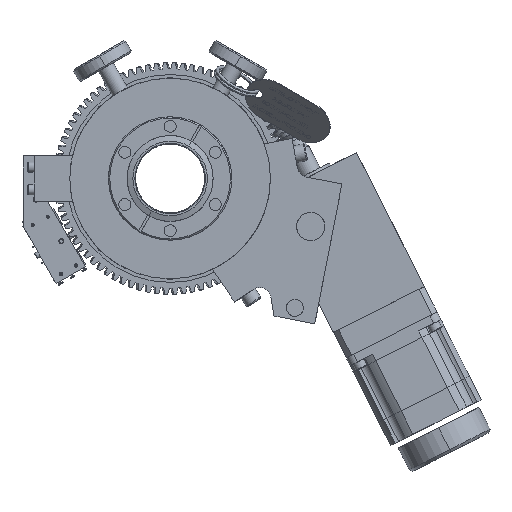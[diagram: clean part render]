
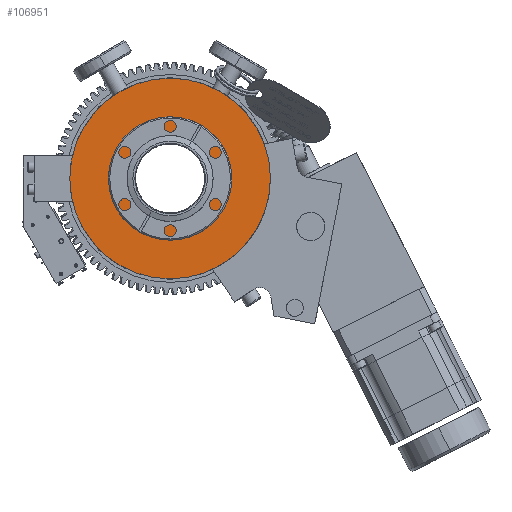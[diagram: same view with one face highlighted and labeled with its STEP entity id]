
A CAD part, front view. The second image highlights one B-rep face of the part: STEP entity #106951.
In plain terms, the highlighted planar face has unit normal (0, -1, 0).
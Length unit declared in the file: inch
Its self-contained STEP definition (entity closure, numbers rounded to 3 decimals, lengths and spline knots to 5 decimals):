
#13732 = AXIS2_PLACEMENT_3D ( 'NONE', #19798, #19799, #19800 ) ;
#13754 = AXIS2_PLACEMENT_3D ( 'NONE', #20515, #20518, #20520 ) ;
#13756 = AXIS2_PLACEMENT_3D ( 'NONE', #20649, #20652, #20653 ) ;
#13758 = AXIS2_PLACEMENT_3D ( 'NONE', #20830, #20832, #20834 ) ;
#17498 = CIRCLE ( 'NONE', #13732, 2.22 ) ;
#19798 = CARTESIAN_POINT ( 'NONE',  ( 0., 0., 0. ) ) ;
#19799 = DIRECTION ( 'NONE',  ( 0., 1., 0. ) ) ;
#19800 = DIRECTION ( 'NONE',  ( 0., 0., 1. ) ) ;
#20515 = CARTESIAN_POINT ( 'NONE',  ( 0., 0., 0. ) ) ;
#20518 = DIRECTION ( 'NONE',  ( 0., -1., 0. ) ) ;
#20520 = DIRECTION ( 'NONE',  ( 0., 0., -1. ) ) ;
#20649 = CARTESIAN_POINT ( 'NONE',  ( 0., 0., 0. ) ) ;
#20652 = DIRECTION ( 'NONE',  ( 0., 1., 0. ) ) ;
#20653 = DIRECTION ( 'NONE',  ( 0., 0., 1. ) ) ;
#20830 = CARTESIAN_POINT ( 'NONE',  ( 0., 0., 0. ) ) ;
#20832 = DIRECTION ( 'NONE',  ( 0., -1., 0. ) ) ;
#20834 = DIRECTION ( 'NONE',  ( 0., 0., -1. ) ) ;
#22981 = CIRCLE ( 'NONE', #13754, 0.815 ) ;
#22989 = CIRCLE ( 'NONE', #13756, 2.22 ) ;
#22999 = CIRCLE ( 'NONE', #13758, 0.815 ) ;
#49642 = AXIS2_PLACEMENT_3D ( 'NONE', #67689, #67699, #67700 ) ;
#67008 = CARTESIAN_POINT ( 'NONE',  ( 0., 0., 0.815 ) ) ;
#67010 = CARTESIAN_POINT ( 'NONE',  ( 0., 0., -0.815 ) ) ;
#67034 = CARTESIAN_POINT ( 'NONE',  ( 0., 0., -2.22 ) ) ;
#67092 = CARTESIAN_POINT ( 'NONE',  ( 0., 0., 2.22 ) ) ;
#67689 = CARTESIAN_POINT ( 'NONE',  ( 0., 0., 0. ) ) ;
#67690 = PLANE ( 'NONE',  #49642 ) ;
#67699 = DIRECTION ( 'NONE',  ( 0., 1., 0. ) ) ;
#67700 = DIRECTION ( 'NONE',  ( 0., 0., 1. ) ) ;
#68213 = FACE_BOUND ( 'NONE', #141878, .T. ) ;
#68221 = FACE_OUTER_BOUND ( 'NONE', #141882, .T. ) ;
#104661 = VERTEX_POINT ( 'NONE', #67008 ) ;
#104667 = VERTEX_POINT ( 'NONE', #67010 ) ;
#104730 = VERTEX_POINT ( 'NONE', #67034 ) ;
#104888 = VERTEX_POINT ( 'NONE', #67092 ) ;
#106951 = ADVANCED_FACE ( 'NONE', ( #68213, #68221 ), #67690, .F. ) ;
#122689 = EDGE_CURVE ( 'NONE', #104888, #104730, #17498, .T. ) ;
#122803 = EDGE_CURVE ( 'NONE', #104661, #104667, #22981, .T. ) ;
#122809 = EDGE_CURVE ( 'NONE', #104730, #104888, #22989, .T. ) ;
#122817 = EDGE_CURVE ( 'NONE', #104667, #104661, #22999, .T. ) ;
#141878 = EDGE_LOOP ( 'NONE', ( #145342, #145347 ) ) ;
#141882 = EDGE_LOOP ( 'NONE', ( #145351, #145355 ) ) ;
#145342 = ORIENTED_EDGE ( 'NONE', *, *, #122817, .F. ) ;
#145347 = ORIENTED_EDGE ( 'NONE', *, *, #122803, .F. ) ;
#145351 = ORIENTED_EDGE ( 'NONE', *, *, #122809, .F. ) ;
#145355 = ORIENTED_EDGE ( 'NONE', *, *, #122689, .F. ) ;
